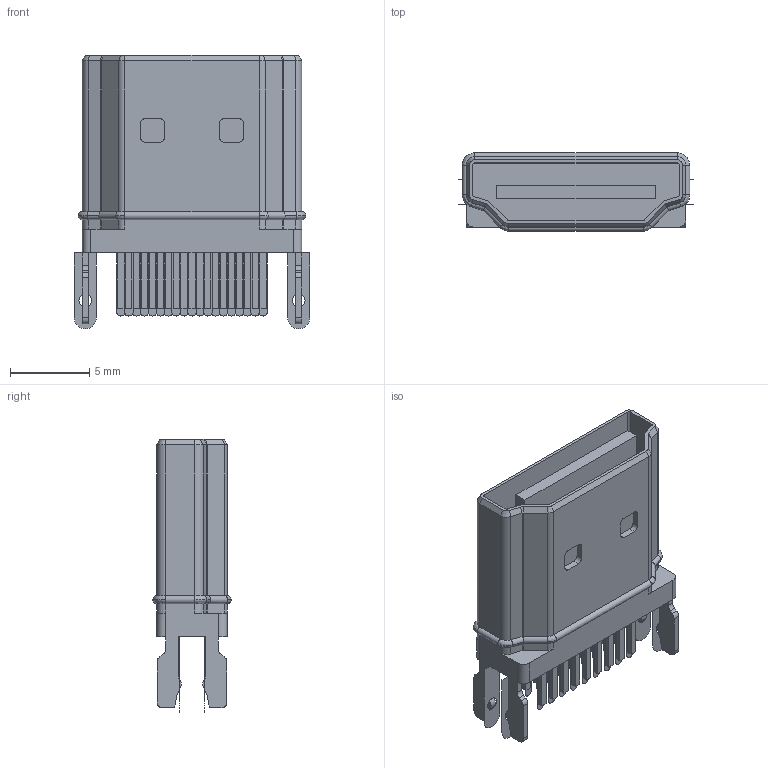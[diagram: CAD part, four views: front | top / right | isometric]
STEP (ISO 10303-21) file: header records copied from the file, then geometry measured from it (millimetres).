
FILE_DESCRIPTION (( 'STEP AP214' ), '1' );
FILE_NAME ('3067-20010002R-Rev_01.STEP', '2021-07-10T09:27:11', ( 'boksop' ), ( '' ), 'SwSTEP 2.0', 'SolidWorks 2020', '' );
FILE_SCHEMA (( 'AUTOMOTIVE_DESIGN' ));
Length unit declared in the file: millimetre
Products named in the file (1): 3067-20010002R-Rev_01
Bounding box: 14.9 x 4.95 x 17.3 mm (x, y, z)
Surface area: 1295.5 mm2 (no closed solid volume)
Topology: 0 solids, 24 shells, 296 faces, 796 edges, 546 vertices
Faces by surface type: plane 210, cylinder 58, bspline 20, cone 8
Entity records: 10363 total; most frequent: CARTESIAN_POINT 2599, ORIENTED_EDGE 1492, DIRECTION 1483, EDGE_CURVE 796, LINE 607, VECTOR 607, VERTEX_POINT 546, AXIS2_PLACEMENT_3D 438
